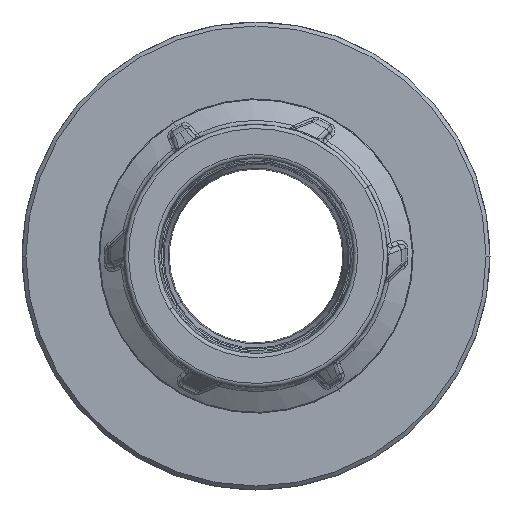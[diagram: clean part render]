
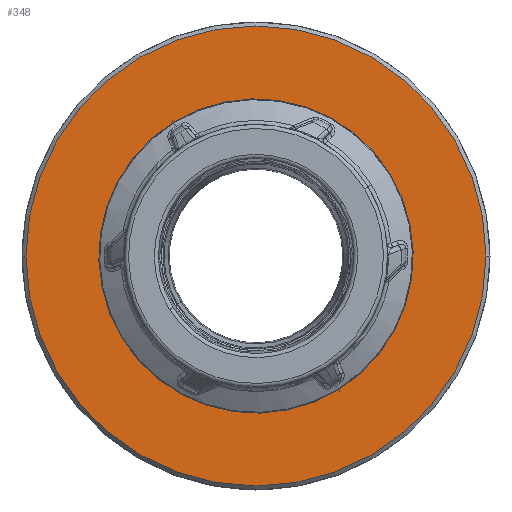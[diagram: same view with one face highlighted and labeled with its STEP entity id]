
A CAD part, front view. The second image highlights one B-rep face of the part: STEP entity #348.
In plain terms, the highlighted planar face has unit normal (0, -1, 0).
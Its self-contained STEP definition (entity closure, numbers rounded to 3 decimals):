
#348=ADVANCED_FACE('',(#965,#966),#967,.T.);
#965=FACE_BOUND('',#1873,.T.);
#966=FACE_OUTER_BOUND('',#1874,.T.);
#967=PLANE('',#1875);
#1873=EDGE_LOOP('',(#4515,#4516));
#1874=EDGE_LOOP('',(#4517,#4518));
#1875=AXIS2_PLACEMENT_3D('',#4519,#4520,#4521);
#4515=ORIENTED_EDGE('',*,*,#6884,.T.);
#4516=ORIENTED_EDGE('',*,*,#6876,.T.);
#4517=ORIENTED_EDGE('',*,*,#6885,.F.);
#4518=ORIENTED_EDGE('',*,*,#6872,.F.);
#4519=CARTESIAN_POINT('',(-24.978,0.,0.0));
#4520=DIRECTION('',(0.0,-1.0,0.0));
#4521=DIRECTION('',(0.0,0.0,-1.0));
#6872=EDGE_CURVE('',#7921,#7923,#7924,.T.);
#6876=EDGE_CURVE('',#7930,#7927,#7931,.T.);
#6884=EDGE_CURVE('',#7927,#7930,#7941,.T.);
#6885=EDGE_CURVE('',#7923,#7921,#7942,.T.);
#7921=VERTEX_POINT('',#9475);
#7923=VERTEX_POINT('',#9478);
#7924=CIRCLE('',#9479,28.5);
#7927=VERTEX_POINT('',#9483);
#7930=VERTEX_POINT('',#9487);
#7931=CIRCLE('',#9488,19.425);
#7941=CIRCLE('',#9499,19.425);
#7942=CIRCLE('',#9500,28.5);
#9475=CARTESIAN_POINT('',(28.5,0.,0.));
#9478=CARTESIAN_POINT('',(-28.5,0.,0.));
#9479=AXIS2_PLACEMENT_3D('',#11930,#11931,#11932);
#9483=CARTESIAN_POINT('',(19.425,0.,0.));
#9487=CARTESIAN_POINT('',(-19.425,0.0,0.));
#9488=AXIS2_PLACEMENT_3D('',#11935,#11936,#11937);
#9499=AXIS2_PLACEMENT_3D('',#11951,#11952,#11953);
#9500=AXIS2_PLACEMENT_3D('',#11954,#11955,#11956);
#11930=CARTESIAN_POINT('',(0.0,0.,0.0));
#11931=DIRECTION('',(-0.0,1.0,0.0));
#11932=DIRECTION('',(1.0,0.0,0.0));
#11935=CARTESIAN_POINT('',(0.0,0.,0.0));
#11936=DIRECTION('',(0.0,1.0,0.0));
#11937=DIRECTION('',(-1.0,0.0,0.0));
#11951=CARTESIAN_POINT('',(0.0,0.,0.0));
#11952=DIRECTION('',(0.0,1.0,0.0));
#11953=DIRECTION('',(-1.0,0.0,0.0));
#11954=CARTESIAN_POINT('',(0.0,0.,0.0));
#11955=DIRECTION('',(-0.0,1.0,0.0));
#11956=DIRECTION('',(1.0,0.0,0.0));
